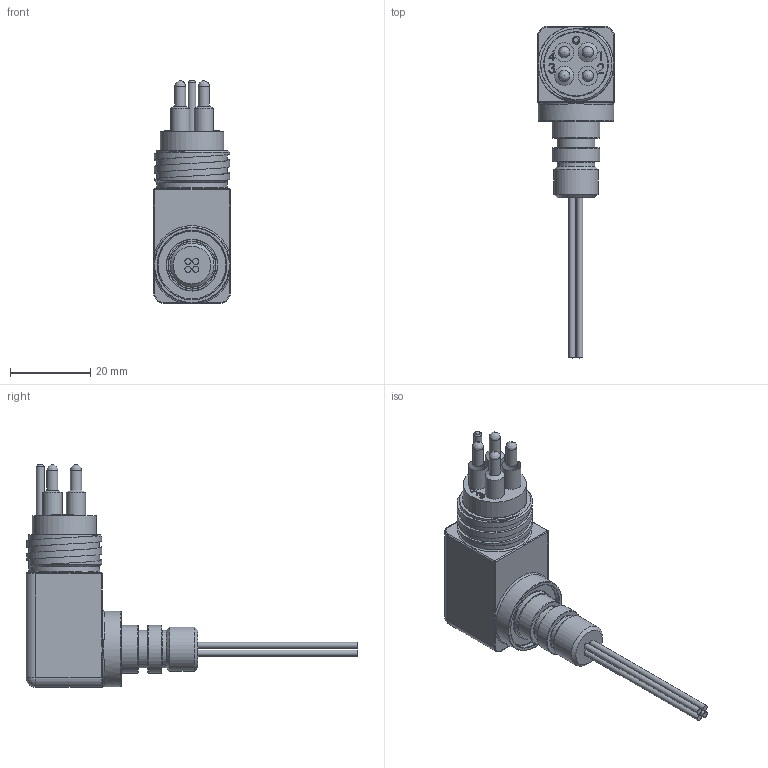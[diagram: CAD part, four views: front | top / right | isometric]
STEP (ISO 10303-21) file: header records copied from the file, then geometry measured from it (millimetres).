
FILE_DESCRIPTION(/* description */ (''),/* implementation_level */ '2;1');
FILE_NAME(/* name */ 'MCBHRA4MAS 2 O-ring.stp',/* time_stamp */ '2022-07-13T08:58:50+02:00',/* author */ ('sh'),/* organization */ (''),/* preprocessor_version */ 'ST-DEVELOPER v17',/* originating_system */ 'Autodesk Inventor 2019',/* authorisation */ '');
FILE_SCHEMA (('AUTOMOTIVE_DESIGN { 1 0 10303 214 3 1 1 }'));
Length unit declared in the file: millimetre
Products named in the file (1): MCBHRA4MAS 2 O-ring
Bounding box: 19.05 x 82.85 x 55.55 mm (x, y, z)
Volume: 16363.8 mm3; surface area: 6993.3 mm2
Topology: 1 solids, 2 shells, 187 faces, 475 edges, 316 vertices
Faces by surface type: plane 68, cylinder 47, bspline 38, torus 19, cone 11, sphere 4
Full cylindrical faces by diameter (mm): 1.524 x4, 1.981 x1, 2.779 x4, 4.801 x4, 7.239 x1, 9.398 x2, 11.024 x1, 11.938 x2, 12.7 x1, 15.875 x2, 16.129 x1, 17.145 x1, 17.628 x2, 18.847 x2, 18.923 x1
Entity records: 8115 total; most frequent: CARTESIAN_POINT 3396, ORIENTED_EDGE 942, DIRECTION 901, EDGE_CURVE 471, AXIS2_PLACEMENT_3D 361, VERTEX_POINT 316, EDGE_LOOP 215, CIRCLE 211
